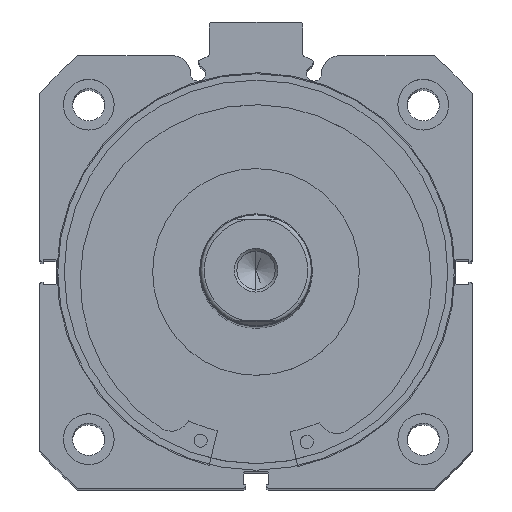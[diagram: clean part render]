
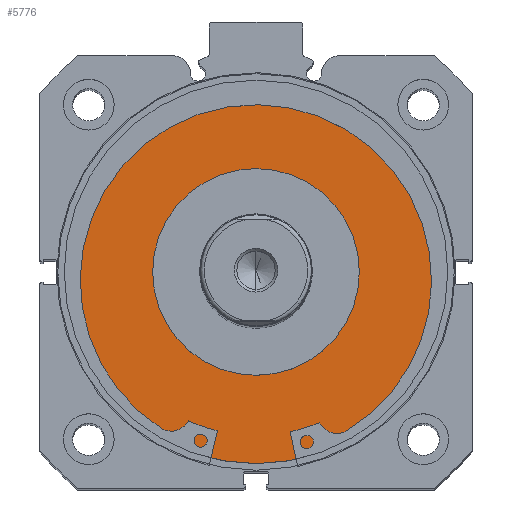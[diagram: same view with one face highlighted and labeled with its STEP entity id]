
A CAD part, top view. The second image highlights one B-rep face of the part: STEP entity #5776.
In plain terms, the highlighted face is planar.
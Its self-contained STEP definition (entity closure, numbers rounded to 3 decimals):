
#323 = EDGE_LOOP ( 'NONE', ( #424, #412 ) ) ;
#339 = EDGE_LOOP ( 'NONE', ( #356, #359 ) ) ;
#356 = ORIENTED_EDGE ( 'NONE', *, *, #5393, .T. ) ;
#359 = ORIENTED_EDGE ( 'NONE', *, *, #5417, .T. ) ;
#412 = ORIENTED_EDGE ( 'NONE', *, *, #5379, .F. ) ;
#424 = ORIENTED_EDGE ( 'NONE', *, *, #5399, .F. ) ;
#2105 = CIRCLE ( 'NONE', #5200, 27.5 ) ;
#2114 = CIRCLE ( 'NONE', #5203, 51. ) ;
#2120 = CIRCLE ( 'NONE', #5207, 27.5 ) ;
#2129 = CIRCLE ( 'NONE', #5213, 51. ) ;
#2441 = FACE_BOUND ( 'NONE', #323, .T. ) ;
#2446 = FACE_OUTER_BOUND ( 'NONE', #339, .T. ) ;
#2962 = CARTESIAN_POINT ( 'NONE',  ( 5.5, 0., 0. ) ) ;
#2963 = DIRECTION ( 'NONE',  ( -1., 0., 0. ) ) ;
#2964 = DIRECTION ( 'NONE',  ( 0., 0., 1. ) ) ;
#2970 = CARTESIAN_POINT ( 'NONE',  ( 5.5, 0., 0. ) ) ;
#2977 = DIRECTION ( 'NONE',  ( -1., 0., 0. ) ) ;
#2978 = DIRECTION ( 'NONE',  ( 0., 0., 1. ) ) ;
#2980 = CARTESIAN_POINT ( 'NONE',  ( 5.5, 0., 0. ) ) ;
#2986 = DIRECTION ( 'NONE',  ( -1., 0., 0. ) ) ;
#2987 = DIRECTION ( 'NONE',  ( 0., 0., 1. ) ) ;
#3009 = CARTESIAN_POINT ( 'NONE',  ( 5.5, 0., 0. ) ) ;
#3011 = DIRECTION ( 'NONE',  ( -1., 0., 0. ) ) ;
#3012 = DIRECTION ( 'NONE',  ( 0., 0., 1. ) ) ;
#3581 = CARTESIAN_POINT ( 'NONE',  ( 5.5, 51., 0. ) ) ;
#3582 = PLANE ( 'NONE',  #5309 ) ;
#3583 = DIRECTION ( 'NONE',  ( 1., 0., 0. ) ) ;
#3584 = DIRECTION ( 'NONE',  ( 0., 0., -1. ) ) ;
#4349 = CARTESIAN_POINT ( 'NONE',  ( 5.5, 0., -51. ) ) ;
#4352 = CARTESIAN_POINT ( 'NONE',  ( 5.5, 0., 27.5 ) ) ;
#4356 = CARTESIAN_POINT ( 'NONE',  ( 5.5, 0., -27.5 ) ) ;
#4367 = CARTESIAN_POINT ( 'NONE',  ( 5.5, 0., 51. ) ) ;
#5200 = AXIS2_PLACEMENT_3D ( 'NONE', #2962, #2963, #2964 ) ;
#5203 = AXIS2_PLACEMENT_3D ( 'NONE', #2970, #2977, #2978 ) ;
#5207 = AXIS2_PLACEMENT_3D ( 'NONE', #2980, #2986, #2987 ) ;
#5213 = AXIS2_PLACEMENT_3D ( 'NONE', #3009, #3011, #3012 ) ;
#5309 = AXIS2_PLACEMENT_3D ( 'NONE', #3581, #3583, #3584 ) ;
#5379 = EDGE_CURVE ( 'NONE', #6001, #5997, #2105, .T. ) ;
#5393 = EDGE_CURVE ( 'NONE', #6012, #5994, #2114, .T. ) ;
#5399 = EDGE_CURVE ( 'NONE', #5997, #6001, #2120, .T. ) ;
#5417 = EDGE_CURVE ( 'NONE', #5994, #6012, #2129, .T. ) ;
#5776 = ADVANCED_FACE ( 'NONE', ( #2441, #2446 ), #3582, .F. ) ;
#5994 = VERTEX_POINT ( 'NONE', #4349 ) ;
#5997 = VERTEX_POINT ( 'NONE', #4352 ) ;
#6001 = VERTEX_POINT ( 'NONE', #4356 ) ;
#6012 = VERTEX_POINT ( 'NONE', #4367 ) ;
